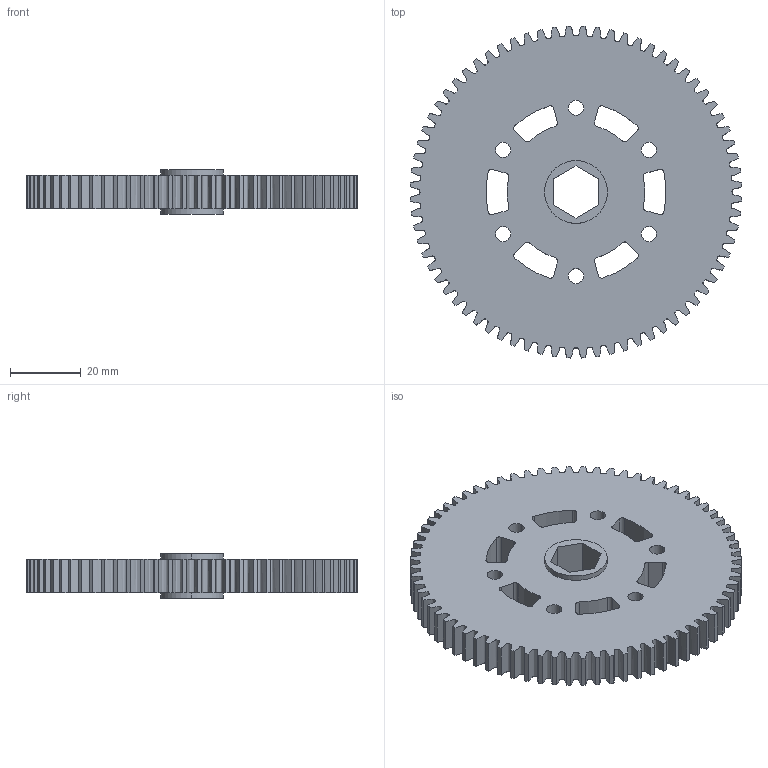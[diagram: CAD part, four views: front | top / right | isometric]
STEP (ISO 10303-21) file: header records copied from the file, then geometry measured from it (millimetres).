
FILE_DESCRIPTION (( 'STEP AP203' ), '1' );
FILE_NAME ('72.hex500.VP.STEP', '2014-06-21T20:43:38', ( '' ), ( '' ), 'SwSTEP 2.0', 'SolidWorks 2013', '' );
FILE_SCHEMA (( 'CONFIG_CONTROL_DESIGN' ));
Length unit declared in the file: inch
Products named in the file (1): 72.hex500.VP
Bounding box: 93.93 x 93.93 x 12.65 mm (x, y, z)
Volume: 58425.2 mm3; surface area: 20798.7 mm2
Topology: 1 solids, 1 shells, 226 faces, 666 edges, 444 vertices
Faces by surface type: cylinder 132, bspline 72, plane 22
Entity records: 28069 total; most frequent: CARTESIAN_POINT 22145, ORIENTED_EDGE 1332, DIRECTION 1096, EDGE_CURVE 666, VERTEX_POINT 444, AXIS2_PLACEMENT_3D 419, CIRCLE 264, VECTOR 258
